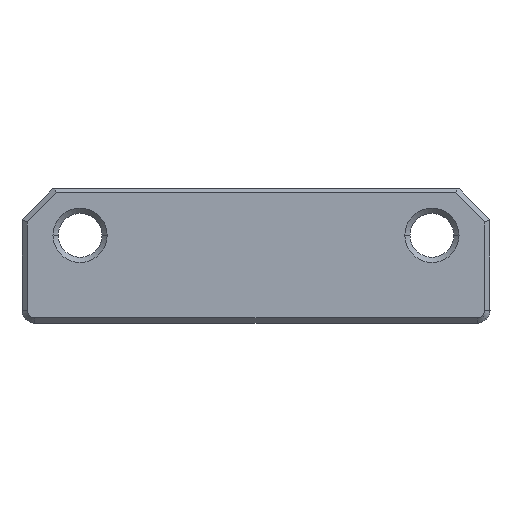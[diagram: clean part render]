
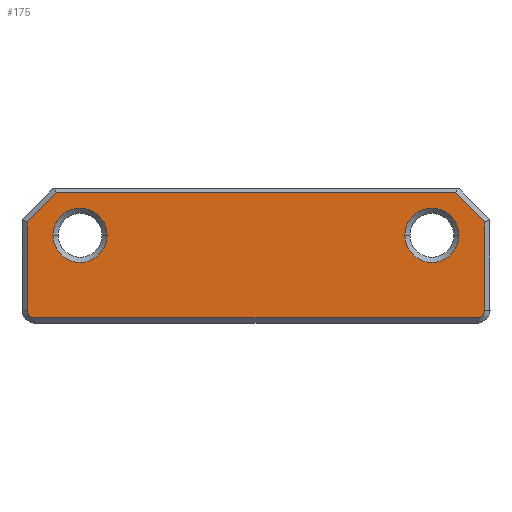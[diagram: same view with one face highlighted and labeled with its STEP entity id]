
A CAD part, front view. The second image highlights one B-rep face of the part: STEP entity #175.
In plain terms, the highlighted planar face has unit normal (0, -1, 0).
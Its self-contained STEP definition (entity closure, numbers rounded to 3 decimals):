
#45 = CARTESIAN_POINT ( 'NONE',  ( 137.027, 153.7, 17.116 ) ) ;
#58 = DIRECTION ( 'NONE',  ( 0., -1., 0. ) ) ;
#67 = CIRCLE ( 'NONE', #1433, 0.6 ) ;
#71 = CARTESIAN_POINT ( 'NONE',  ( 104.172, 153.7, 22.916 ) ) ;
#73 = CARTESIAN_POINT ( 'NONE',  ( 133.527, 153.7, 22.916 ) ) ;
#80 = CARTESIAN_POINT ( 'NONE',  ( 102.172, 153.7, 17.116 ) ) ;
#81 = LINE ( 'NONE', #2475, #592 ) ;
#110 = EDGE_CURVE ( 'NONE', #1246, #1837, #1710, .T. ) ;
#116 = FACE_BOUND ( 'NONE', #368, .T. ) ;
#125 = VERTEX_POINT ( 'NONE', #71 ) ;
#129 = CARTESIAN_POINT ( 'NONE',  ( 102.772, 153.7, 16.516 ) ) ;
#143 = CARTESIAN_POINT ( 'NONE',  ( 106.525, 153.7, 28.302 ) ) ;
#155 = CARTESIAN_POINT ( 'NONE',  ( 137.627, 153.7, 23.95 ) ) ;
#175 = ADVANCED_FACE ( 'NONE', ( #1926, #116, #1724 ), #333, .F. ) ;
#204 = VERTEX_POINT ( 'NONE', #129 ) ;
#267 = DIRECTION ( 'NONE',  ( 1., 0., 0. ) ) ;
#279 = AXIS2_PLACEMENT_3D ( 'NONE', #1908, #2120, #380 ) ;
#300 = CARTESIAN_POINT ( 'NONE',  ( 119.9, 153.7, 21.366 ) ) ;
#309 = CIRCLE ( 'NONE', #1331, 2.1 ) ;
#315 = CARTESIAN_POINT ( 'NONE',  ( 102.172, 153.7, 23.991 ) ) ;
#330 = VERTEX_POINT ( 'NONE', #997 ) ;
#333 = PLANE ( 'NONE',  #1585 ) ;
#343 = EDGE_CURVE ( 'NONE', #2411, #1223, #1203, .T. ) ;
#368 = EDGE_LOOP ( 'NONE', ( #2188, #2116 ) ) ;
#369 = DIRECTION ( 'NONE',  ( 0., 0., -1. ) ) ;
#380 = DIRECTION ( 'NONE',  ( -0.707, 0., -0.707 ) ) ;
#420 = CARTESIAN_POINT ( 'NONE',  ( 128.964, 153.7, 26.216 ) ) ;
#432 = VERTEX_POINT ( 'NONE', #1451 ) ;
#447 = CIRCLE ( 'NONE', #2192, 0.6 ) ;
#534 = EDGE_CURVE ( 'NONE', #1837, #1334, #67, .T. ) ;
#592 = VECTOR ( 'NONE', #852, 1000. ) ;
#618 = CIRCLE ( 'NONE', #279, 0.6 ) ;
#642 = CIRCLE ( 'NONE', #2134, 2.1 ) ;
#665 = DIRECTION ( 'NONE',  ( 1., 0., 0. ) ) ;
#707 = ORIENTED_EDGE ( 'NONE', *, *, #1811, .T. ) ;
#712 = EDGE_CURVE ( 'NONE', #2219, #204, #618, .T. ) ;
#713 = CARTESIAN_POINT ( 'NONE',  ( 102.348, 153.7, 16.691 ) ) ;
#790 = CARTESIAN_POINT ( 'NONE',  ( 104.438, 153.7, 26.216 ) ) ;
#842 = CARTESIAN_POINT ( 'NONE',  ( 133.275, 153.7, 28.302 ) ) ;
#852 = DIRECTION ( 'NONE',  ( 0., 0., 1. ) ) ;
#881 = DIRECTION ( 'NONE',  ( 1., 0., 0. ) ) ;
#887 = EDGE_CURVE ( 'NONE', #1189, #2411, #2413, .T. ) ;
#901 = ORIENTED_EDGE ( 'NONE', *, *, #1009, .T. ) ;
#923 = EDGE_CURVE ( 'NONE', #330, #125, #309, .T. ) ;
#930 = VERTEX_POINT ( 'NONE', #1043 ) ;
#958 = EDGE_CURVE ( 'NONE', #125, #330, #642, .T. ) ;
#972 = ORIENTED_EDGE ( 'NONE', *, *, #343, .T. ) ;
#997 = CARTESIAN_POINT ( 'NONE',  ( 108.372, 153.7, 22.916 ) ) ;
#1003 = EDGE_CURVE ( 'NONE', #204, #1246, #1263, .T. ) ;
#1009 = EDGE_CURVE ( 'NONE', #1334, #1189, #81, .T. ) ;
#1019 = CARTESIAN_POINT ( 'NONE',  ( 106.272, 153.7, 22.916 ) ) ;
#1043 = CARTESIAN_POINT ( 'NONE',  ( 135.627, 153.7, 22.916 ) ) ;
#1070 = DIRECTION ( 'NONE',  ( 0.707, 0., -0.707 ) ) ;
#1072 = CARTESIAN_POINT ( 'NONE',  ( 102.772, 153.7, 17.116 ) ) ;
#1096 = DIRECTION ( 'NONE',  ( 0., 1., 0. ) ) ;
#1113 = DIRECTION ( 'NONE',  ( 0., 1., 0. ) ) ;
#1142 = ORIENTED_EDGE ( 'NONE', *, *, #923, .T. ) ;
#1158 = AXIS2_PLACEMENT_3D ( 'NONE', #1511, #1096, #267 ) ;
#1159 = EDGE_CURVE ( 'NONE', #1223, #432, #2363, .T. ) ;
#1189 = VERTEX_POINT ( 'NONE', #155 ) ;
#1203 = LINE ( 'NONE', #420, #1425 ) ;
#1223 = VERTEX_POINT ( 'NONE', #790 ) ;
#1237 = ORIENTED_EDGE ( 'NONE', *, *, #1159, .T. ) ;
#1240 = DIRECTION ( 'NONE',  ( 0., 1., 0. ) ) ;
#1244 = CARTESIAN_POINT ( 'NONE',  ( 135.362, 153.7, 26.216 ) ) ;
#1246 = VERTEX_POINT ( 'NONE', #2632 ) ;
#1263 = LINE ( 'NONE', #1682, #1275 ) ;
#1266 = DIRECTION ( 'NONE',  ( 0.707, 0., -0.707 ) ) ;
#1275 = VECTOR ( 'NONE', #665, 1000. ) ;
#1331 = AXIS2_PLACEMENT_3D ( 'NONE', #1019, #1240, #2258 ) ;
#1334 = VERTEX_POINT ( 'NONE', #2378 ) ;
#1345 = DIRECTION ( 'NONE',  ( -1., 0., 0. ) ) ;
#1425 = VECTOR ( 'NONE', #1628, 1000. ) ;
#1433 = AXIS2_PLACEMENT_3D ( 'NONE', #1477, #1688, #1266 ) ;
#1451 = CARTESIAN_POINT ( 'NONE',  ( 102.172, 153.7, 23.95 ) ) ;
#1477 = CARTESIAN_POINT ( 'NONE',  ( 137.027, 153.7, 17.116 ) ) ;
#1508 = CIRCLE ( 'NONE', #2481, 2.1 ) ;
#1511 = CARTESIAN_POINT ( 'NONE',  ( 133.527, 153.7, 22.916 ) ) ;
#1577 = CARTESIAN_POINT ( 'NONE',  ( 137.452, 153.7, 16.691 ) ) ;
#1585 = AXIS2_PLACEMENT_3D ( 'NONE', #300, #2155, #1345 ) ;
#1628 = DIRECTION ( 'NONE',  ( -1., 0., 0. ) ) ;
#1637 = VERTEX_POINT ( 'NONE', #80 ) ;
#1651 = ORIENTED_EDGE ( 'NONE', *, *, #958, .T. ) ;
#1654 = EDGE_CURVE ( 'NONE', #930, #1976, #1835, .T. ) ;
#1669 = DIRECTION ( 'NONE',  ( 1., 0., 0. ) ) ;
#1680 = VECTOR ( 'NONE', #2387, 1000. ) ;
#1682 = CARTESIAN_POINT ( 'NONE',  ( 110.836, 153.7, 16.516 ) ) ;
#1687 = CARTESIAN_POINT ( 'NONE',  ( 131.427, 153.7, 22.916 ) ) ;
#1688 = DIRECTION ( 'NONE',  ( 0., -1., 0. ) ) ;
#1704 = EDGE_LOOP ( 'NONE', ( #1142, #1651 ) ) ;
#1706 = CARTESIAN_POINT ( 'NONE',  ( 106.272, 153.7, 22.916 ) ) ;
#1709 = EDGE_LOOP ( 'NONE', ( #901, #2277, #972, #1237, #707, #2383, #2520, #2629, #2457, #2317 ) ) ;
#1710 = CIRCLE ( 'NONE', #2514, 0.6 ) ;
#1724 = FACE_OUTER_BOUND ( 'NONE', #1709, .T. ) ;
#1739 = DIRECTION ( 'NONE',  ( -0.707, 0., -0.707 ) ) ;
#1811 = EDGE_CURVE ( 'NONE', #432, #1637, #2167, .T. ) ;
#1835 = CIRCLE ( 'NONE', #1158, 2.1 ) ;
#1837 = VERTEX_POINT ( 'NONE', #1577 ) ;
#1887 = DIRECTION ( 'NONE',  ( 0., 1., 0. ) ) ;
#1908 = CARTESIAN_POINT ( 'NONE',  ( 102.772, 153.7, 17.116 ) ) ;
#1926 = FACE_BOUND ( 'NONE', #1704, .T. ) ;
#1976 = VERTEX_POINT ( 'NONE', #1687 ) ;
#2022 = VECTOR ( 'NONE', #2452, 1000. ) ;
#2077 = DIRECTION ( 'NONE',  ( 0., -1., 0. ) ) ;
#2116 = ORIENTED_EDGE ( 'NONE', *, *, #2245, .T. ) ;
#2120 = DIRECTION ( 'NONE',  ( 0., -1., 0. ) ) ;
#2134 = AXIS2_PLACEMENT_3D ( 'NONE', #1706, #1113, #1669 ) ;
#2155 = DIRECTION ( 'NONE',  ( 0., 1., 0. ) ) ;
#2167 = LINE ( 'NONE', #315, #2175 ) ;
#2175 = VECTOR ( 'NONE', #369, 1000. ) ;
#2188 = ORIENTED_EDGE ( 'NONE', *, *, #1654, .T. ) ;
#2192 = AXIS2_PLACEMENT_3D ( 'NONE', #1072, #58, #1739 ) ;
#2219 = VERTEX_POINT ( 'NONE', #713 ) ;
#2245 = EDGE_CURVE ( 'NONE', #1976, #930, #1508, .T. ) ;
#2258 = DIRECTION ( 'NONE',  ( 1., 0., 0. ) ) ;
#2277 = ORIENTED_EDGE ( 'NONE', *, *, #887, .T. ) ;
#2303 = EDGE_CURVE ( 'NONE', #1637, #2219, #447, .T. ) ;
#2317 = ORIENTED_EDGE ( 'NONE', *, *, #534, .T. ) ;
#2363 = LINE ( 'NONE', #143, #1680 ) ;
#2378 = CARTESIAN_POINT ( 'NONE',  ( 137.627, 153.7, 17.116 ) ) ;
#2383 = ORIENTED_EDGE ( 'NONE', *, *, #2303, .T. ) ;
#2387 = DIRECTION ( 'NONE',  ( -0.707, 0., -0.707 ) ) ;
#2411 = VERTEX_POINT ( 'NONE', #1244 ) ;
#2413 = LINE ( 'NONE', #842, #2022 ) ;
#2452 = DIRECTION ( 'NONE',  ( -0.707, 0., 0.707 ) ) ;
#2457 = ORIENTED_EDGE ( 'NONE', *, *, #110, .T. ) ;
#2475 = CARTESIAN_POINT ( 'NONE',  ( 137.627, 153.7, 18.741 ) ) ;
#2481 = AXIS2_PLACEMENT_3D ( 'NONE', #73, #1887, #881 ) ;
#2514 = AXIS2_PLACEMENT_3D ( 'NONE', #45, #2077, #1070 ) ;
#2520 = ORIENTED_EDGE ( 'NONE', *, *, #712, .T. ) ;
#2629 = ORIENTED_EDGE ( 'NONE', *, *, #1003, .T. ) ;
#2632 = CARTESIAN_POINT ( 'NONE',  ( 137.027, 153.7, 16.516 ) ) ;
